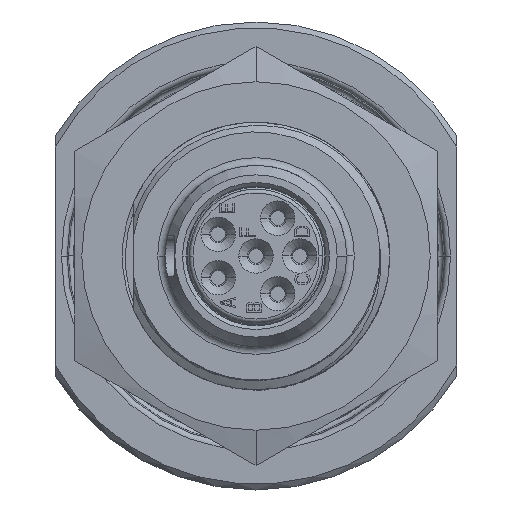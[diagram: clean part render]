
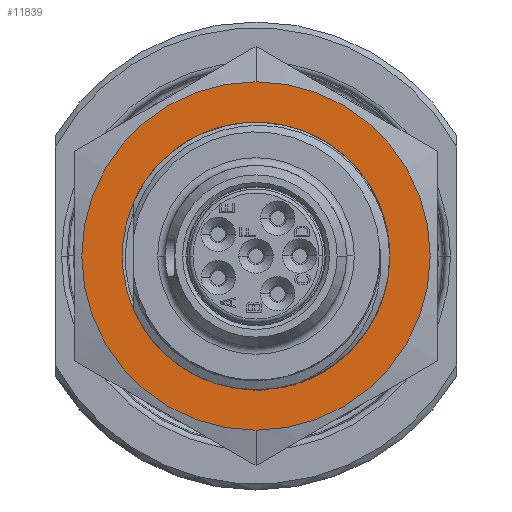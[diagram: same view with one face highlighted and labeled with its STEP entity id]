
A CAD part, left-side view. The second image highlights one B-rep face of the part: STEP entity #11839.
In plain terms, the highlighted planar face has unit normal (-1, 0, 0).
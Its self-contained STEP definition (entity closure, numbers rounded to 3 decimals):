
#1652=CARTESIAN_POINT('',(14.4,0.,0.));
#1653=DIRECTION('',(1.,0.,0.));
#1654=DIRECTION('',(0.,0.914,-0.405));
#1655=AXIS2_PLACEMENT_3D('',#1652,#1653,#1654);
#1688=CARTESIAN_POINT('',(14.4,0.,0.));
#1689=DIRECTION('',(1.,0.,0.));
#1690=DIRECTION('',(0.,-0.07,-0.998));
#1691=AXIS2_PLACEMENT_3D('',#1688,#1689,#1690);
#1693=CARTESIAN_POINT('',(14.4,0.,0.));
#1694=DIRECTION('',(-1.,0.,0.));
#1695=DIRECTION('',(0.,0.,1.));
#1696=AXIS2_PLACEMENT_3D('',#1693,#1694,#1695);
#1698=CARTESIAN_POINT('',(14.4,0.,0.));
#1699=DIRECTION('',(-1.,0.,0.));
#1700=DIRECTION('',(0.,0.,-1.));
#1701=AXIS2_PLACEMENT_3D('',#1698,#1699,#1700);
#1703=CARTESIAN_POINT('',(14.4,-6.706,-2.009));
#1704=CARTESIAN_POINT('',(14.4,-6.653,-2.199));
#1705=CARTESIAN_POINT('',(14.4,-6.529,-2.576));
#1706=CARTESIAN_POINT('',(14.4,-6.291,-3.131));
#1707=CARTESIAN_POINT('',(14.4,-6.002,-3.665));
#1708=CARTESIAN_POINT('',(14.4,-5.666,-4.174));
#1709=CARTESIAN_POINT('',(14.4,-5.284,-4.652));
#1710=CARTESIAN_POINT('',(14.4,-4.861,-5.095));
#1711=CARTESIAN_POINT('',(14.4,-4.4,-5.499));
#1712=CARTESIAN_POINT('',(14.4,-3.905,-5.86));
#1713=CARTESIAN_POINT('',(14.4,-3.38,-6.176));
#1714=CARTESIAN_POINT('',(14.4,-2.829,-6.443));
#1715=CARTESIAN_POINT('',(14.4,-2.259,-6.66));
#1716=CARTESIAN_POINT('',(14.4,-1.674,-6.825));
#1717=CARTESIAN_POINT('',(14.4,-1.08,-6.935));
#1718=CARTESIAN_POINT('',(14.4,-0.686,-6.973));
#1719=CARTESIAN_POINT('',(14.4,-0.489,-6.983));
#2829=CARTESIAN_POINT('',(14.4,0.,0.));
#2830=DIRECTION('',(1.,0.,0.));
#2831=DIRECTION('',(0.,0.809,-0.588));
#2832=AXIS2_PLACEMENT_3D('',#2829,#2830,#2831);
#7429=CARTESIAN_POINT('',(14.4,0.,0.));
#7430=DIRECTION('',(1.,0.,0.));
#7431=DIRECTION('',(0.,0.914,0.405));
#7432=AXIS2_PLACEMENT_3D('',#7429,#7430,#7431);
#7486=CARTESIAN_POINT('',(14.4,0.,0.));
#7487=DIRECTION('',(1.,0.,0.));
#7488=DIRECTION('',(0.,0.809,0.588));
#7489=AXIS2_PLACEMENT_3D('',#7486,#7487,#7488);
#9658=CARTESIAN_POINT('',(14.4,0.,9.12));
#9660=VERTEX_POINT('',#9658);
#9662=CARTESIAN_POINT('',(14.4,0.,-9.12));
#9664=VERTEX_POINT('',#9662);
#9672=VERTEX_POINT('',#1703);
#9673=VERTEX_POINT('',#1719);
#9677=CARTESIAN_POINT('',(14.4,6.4,2.835));
#9678=CARTESIAN_POINT('',(14.4,5.663,4.115));
#9679=VERTEX_POINT('',#9677);
#9680=VERTEX_POINT('',#9678);
#9681=CARTESIAN_POINT('',(14.4,5.663,-4.114));
#9682=CARTESIAN_POINT('',(14.4,6.4,-2.835));
#9683=VERTEX_POINT('',#9681);
#9684=VERTEX_POINT('',#9682);
#11816=CARTESIAN_POINT('',(14.4,0.,0.));
#11817=DIRECTION('',(1.,0.,0.));
#11818=DIRECTION('',(0.,1.,0.));
#11819=AXIS2_PLACEMENT_3D('',#11816,#11817,#11818);
#11820=PLANE('338',#11819);
#11822=ORIENTED_EDGE('1310',*,*,#11821,.F.);
#11824=ORIENTED_EDGE('1311',*,*,#11823,.F.);
#11825=EDGE_LOOP('338',(#11822,#11824));
#11826=FACE_OUTER_BOUND('338',#11825,.F.);
#11827=ORIENTED_EDGE('1409',*,*,#11804,.F.);
#11829=ORIENTED_EDGE('1335',*,*,#11828,.F.);
#11830=ORIENTED_EDGE('1408',*,*,#11811,.F.);
#11832=ORIENTED_EDGE('1326',*,*,#11831,.F.);
#11834=ORIENTED_EDGE('1420',*,*,#11833,.F.);
#11836=ORIENTED_EDGE('1334',*,*,#11835,.F.);
#11837=EDGE_LOOP('338',(#11827,#11829,#11830,#11832,#11834,#11836));
#11838=FACE_BOUND('338',#11837,.F.);
#1656=CIRCLE('1409',#1655,7.);
#1692=CIRCLE('1408',#1691,7.);
#1697=CIRCLE('1310',#1696,9.12);
#1702=CIRCLE('1311',#1701,9.12);
#1720=B_SPLINE_CURVE_WITH_KNOTS('1326',3,(#1703,#1704,#1705,#1706,#1707,#1708,
#1709,#1710,#1711,#1712,#1713,#1714,#1715,#1716,#1717,#1718,#1719),
.UNSPECIFIED.,.F.,.F.,(4,1,1,1,1,1,1,1,1,1,1,1,1,1,4),(0.,0.071,
0.143,0.214,0.286,0.357,
0.429,0.5,0.571,0.643,0.714,
0.786,0.857,0.929,1.),.UNSPECIFIED.);
#2833=CIRCLE('1335',#2832,7.);
#7433=CIRCLE('1334',#7432,7.);
#7490=CIRCLE('1420',#7489,7.);
#11804=EDGE_CURVE('1409',#9684,#9679,#1656,.T.);
#11811=EDGE_CURVE('1408',#9673,#9683,#1692,.T.);
#11821=EDGE_CURVE('1310',#9660,#9664,#1697,.T.);
#11823=EDGE_CURVE('1311',#9664,#9660,#1702,.T.);
#11828=EDGE_CURVE('1335',#9683,#9684,#2833,.T.);
#11831=EDGE_CURVE('1326',#9672,#9673,#1720,.T.);
#11833=EDGE_CURVE('1420',#9680,#9672,#7490,.T.);
#11835=EDGE_CURVE('1334',#9679,#9680,#7433,.T.);
#11839=ADVANCED_FACE('338',(#11826,#11838),#11820,.F.);
